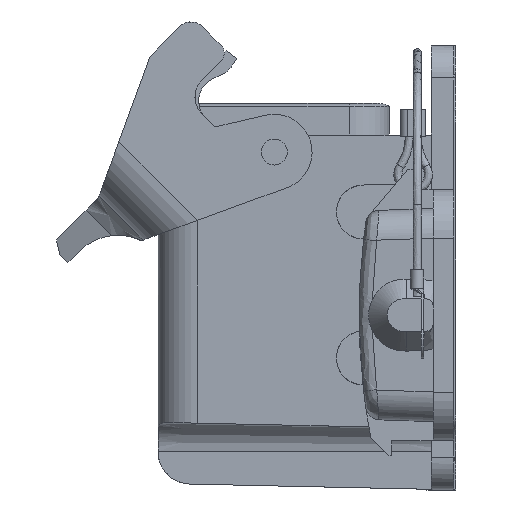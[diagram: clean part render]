
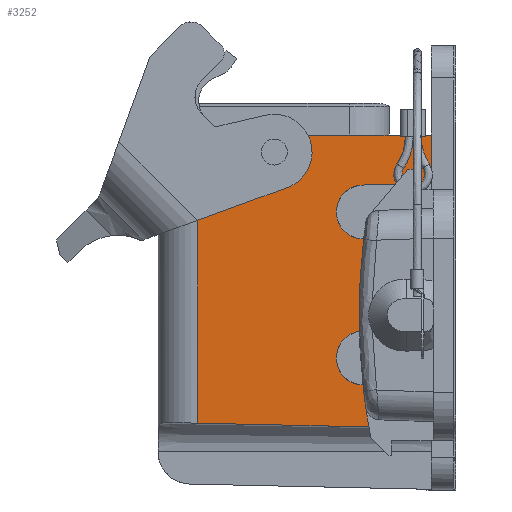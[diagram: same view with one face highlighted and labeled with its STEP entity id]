
A CAD part, left-side view. The second image highlights one B-rep face of the part: STEP entity #3252.
In plain terms, the highlighted planar face has unit normal (-1, 0.022, 0).
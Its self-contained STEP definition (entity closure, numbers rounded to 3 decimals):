
#2257=ELLIPSE('',#14184,5.001,5.);
#2258=ELLIPSE('',#14185,5.001,5.);
#2699=FACE_OUTER_BOUND('',#4390,.T.);
#3252=ADVANCED_FACE('',(#2699),#3779,.T.);
#3779=PLANE('',#14186);
#4390=EDGE_LOOP('',(#6149,#6150,#6151,#6152,#6153,#6154,#6155,#6156,#6157,
#6158,#6159,#6160,#6161,#6162,#6163));
#6149=ORIENTED_EDGE('',*,*,#9633,.T.);
#6150=ORIENTED_EDGE('',*,*,#9634,.F.);
#6151=ORIENTED_EDGE('',*,*,#9513,.F.);
#6152=ORIENTED_EDGE('',*,*,#9635,.T.);
#6153=ORIENTED_EDGE('',*,*,#9636,.T.);
#6154=ORIENTED_EDGE('',*,*,#9637,.F.);
#6155=ORIENTED_EDGE('',*,*,#9508,.F.);
#6156=ORIENTED_EDGE('',*,*,#9638,.F.);
#6157=ORIENTED_EDGE('',*,*,#9639,.F.);
#6158=ORIENTED_EDGE('',*,*,#9640,.F.);
#6159=ORIENTED_EDGE('',*,*,#9641,.F.);
#6160=ORIENTED_EDGE('',*,*,#9286,.T.);
#6161=ORIENTED_EDGE('',*,*,#9349,.T.);
#6162=ORIENTED_EDGE('',*,*,#9347,.T.);
#6163=ORIENTED_EDGE('',*,*,#9344,.T.);
#8137=VERTEX_POINT('',#18859);
#8138=VERTEX_POINT('',#18861);
#8191=VERTEX_POINT('',#19090);
#8192=VERTEX_POINT('',#19091);
#8193=VERTEX_POINT('',#19112);
#8320=VERTEX_POINT('',#19837);
#8321=VERTEX_POINT('',#19839);
#8325=VERTEX_POINT('',#19848);
#8326=VERTEX_POINT('',#19850);
#8420=VERTEX_POINT('',#20315);
#8421=VERTEX_POINT('',#20318);
#8422=VERTEX_POINT('',#20320);
#8423=VERTEX_POINT('',#20323);
#8424=VERTEX_POINT('',#20325);
#8425=VERTEX_POINT('',#20327);
#9286=EDGE_CURVE('',#8138,#8137,#11479,.T.);
#9344=EDGE_CURVE('',#8191,#8192,#10368,.T.);
#9347=EDGE_CURVE('',#8193,#8191,#10371,.T.);
#9349=EDGE_CURVE('',#8137,#8193,#11511,.T.);
#9508=EDGE_CURVE('',#8320,#8321,#11595,.T.);
#9513=EDGE_CURVE('',#8325,#8326,#11599,.T.);
#9633=EDGE_CURVE('',#8192,#8420,#11670,.T.);
#9634=EDGE_CURVE('',#8326,#8420,#11671,.T.);
#9635=EDGE_CURVE('',#8325,#8421,#11672,.T.);
#9636=EDGE_CURVE('',#8421,#8422,#2257,.T.);
#9637=EDGE_CURVE('',#8321,#8422,#11673,.T.);
#9638=EDGE_CURVE('',#8423,#8320,#11674,.T.);
#9639=EDGE_CURVE('',#8424,#8423,#2258,.T.);
#9640=EDGE_CURVE('',#8425,#8424,#11675,.T.);
#9641=EDGE_CURVE('',#8138,#8425,#11676,.T.);
#10368=B_SPLINE_CURVE_WITH_KNOTS('',3,(#19083,#19084,#19085,#19086,#19087,
#19088,#19089),.UNSPECIFIED.,.F.,.F.,(4,3,4),(0.,0.424,1.),
 .UNSPECIFIED.);
#10371=B_SPLINE_CURVE_WITH_KNOTS('',3,(#19106,#19107,#19108,#19109,#19110,
#19111),.UNSPECIFIED.,.F.,.F.,(4,2,4),(0.,0.5,1.),.UNSPECIFIED.);
#11479=LINE('',#18860,#12583);
#11511=LINE('',#19154,#12615);
#11595=LINE('',#19838,#12699);
#11599=LINE('',#19849,#12703);
#11670=LINE('',#20314,#12774);
#11671=LINE('',#20316,#12775);
#11672=LINE('',#20317,#12776);
#11673=LINE('',#20321,#12777);
#11674=LINE('',#20322,#12778);
#11675=LINE('',#20326,#12779);
#11676=LINE('',#20328,#12780);
#12583=VECTOR('',#15595,1.);
#12615=VECTOR('',#15689,1.);
#12699=VECTOR('',#15899,1.);
#12703=VECTOR('',#15907,1.);
#12774=VECTOR('',#16082,1.);
#12775=VECTOR('',#16083,1.);
#12776=VECTOR('',#16084,1.);
#12777=VECTOR('',#16087,1.);
#12778=VECTOR('',#16088,1.);
#12779=VECTOR('',#16091,1.);
#12780=VECTOR('',#16092,1.);
#14184=AXIS2_PLACEMENT_3D('',#20319,#16085,#16086);
#14185=AXIS2_PLACEMENT_3D('',#20324,#16089,#16090);
#14186=AXIS2_PLACEMENT_3D('',#20329,#16093,#16094);
#15595=DIRECTION('',(0.022,1.,0.));
#15689=DIRECTION('',(0.,0.,-1.));
#15899=DIRECTION('',(0.,0.,-1.));
#15907=DIRECTION('',(0.,0.,-1.));
#16082=DIRECTION('',(0.,0.,-1.));
#16083=DIRECTION('',(0.022,1.,0.022));
#16084=DIRECTION('',(0.022,0.999,0.028));
#16085=DIRECTION('',(1.,-0.022,0.));
#16086=DIRECTION('',(0.022,1.,0.));
#16087=DIRECTION('',(0.022,0.999,-0.028));
#16088=DIRECTION('',(-0.022,-0.999,-0.028));
#16089=DIRECTION('',(-1.,0.022,0.));
#16090=DIRECTION('',(0.022,1.,0.));
#16091=DIRECTION('',(0.022,0.999,-0.028));
#16092=DIRECTION('',(0.,0.,-1.));
#16093=DIRECTION('',(-1.,0.022,0.));
#16094=DIRECTION('',(-0.022,-1.,0.));
#18859=CARTESIAN_POINT('',(-37.614,-4.471,5.7));
#18860=CARTESIAN_POINT('',(-37.498,0.818,5.7));
#18861=CARTESIAN_POINT('',(-38.15,-29.05,5.7));
#19083=CARTESIAN_POINT('',(-37.516,0.027,-2.6));
#19084=CARTESIAN_POINT('',(-37.472,2.026,-2.6));
#19085=CARTESIAN_POINT('',(-37.428,4.026,-2.6));
#19086=CARTESIAN_POINT('',(-37.385,6.025,-2.6));
#19087=CARTESIAN_POINT('',(-37.325,8.738,-2.6));
#19088=CARTESIAN_POINT('',(-37.266,11.451,-2.6));
#19089=CARTESIAN_POINT('',(-37.207,14.164,-2.6));
#19090=CARTESIAN_POINT('',(-37.516,0.027,-2.6));
#19091=CARTESIAN_POINT('',(-37.207,14.164,-2.6));
#19106=CARTESIAN_POINT('',(-37.614,-4.471,1.9));
#19107=CARTESIAN_POINT('',(-37.614,-4.471,0.711));
#19108=CARTESIAN_POINT('',(-37.603,-3.984,-0.45));
#19109=CARTESIAN_POINT('',(-37.567,-2.326,-2.111));
#19110=CARTESIAN_POINT('',(-37.541,-1.161,-2.6));
#19111=CARTESIAN_POINT('',(-37.516,0.027,-2.6));
#19112=CARTESIAN_POINT('',(-37.614,-4.471,1.9));
#19154=CARTESIAN_POINT('',(-37.614,-4.471,1.9));
#19837=CARTESIAN_POINT('',(-38.15,-29.05,-13.901));
#19838=CARTESIAN_POINT('',(-38.15,-29.05,9.475));
#19839=CARTESIAN_POINT('',(-38.15,-29.05,-30.199));
#19848=CARTESIAN_POINT('',(-38.15,-29.05,-40.901));
#19849=CARTESIAN_POINT('',(-38.15,-29.05,9.475));
#19850=CARTESIAN_POINT('',(-38.15,-29.05,-48.55));
#20314=CARTESIAN_POINT('',(-37.207,14.164,9.475));
#20315=CARTESIAN_POINT('',(-37.207,14.164,-47.607));
#20316=CARTESIAN_POINT('',(-38.132,-28.218,-48.532));
#20317=CARTESIAN_POINT('',(-38.119,-27.645,-40.861));
#20318=CARTESIAN_POINT('',(-37.876,-16.5,-40.55));
#20319=CARTESIAN_POINT('',(-37.876,-16.5,-35.55));
#20320=CARTESIAN_POINT('',(-37.876,-16.5,-30.55));
#20321=CARTESIAN_POINT('',(-37.839,-14.813,-30.597));
#20322=CARTESIAN_POINT('',(-38.136,-28.398,-13.882));
#20323=CARTESIAN_POINT('',(-37.876,-16.5,-13.55));
#20324=CARTESIAN_POINT('',(-37.876,-16.5,-8.55));
#20325=CARTESIAN_POINT('',(-37.876,-16.5,-3.55));
#20326=CARTESIAN_POINT('',(-38.158,-29.404,-3.19));
#20327=CARTESIAN_POINT('',(-38.15,-29.05,-3.199));
#20328=CARTESIAN_POINT('',(-38.15,-29.05,9.475));
#20329=CARTESIAN_POINT('',(-38.15,-29.05,9.475));
